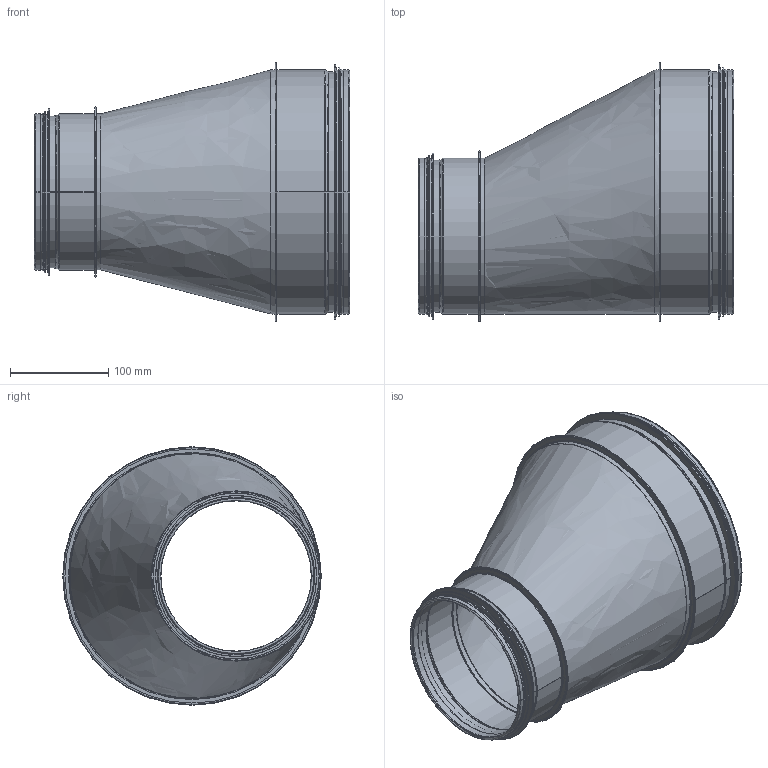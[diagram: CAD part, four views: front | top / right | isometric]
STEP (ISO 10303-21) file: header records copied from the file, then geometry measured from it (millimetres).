
FILE_DESCRIPTION(/* description */ ('Stos Med Fals Rörämne'),/* implementation_level */ '2;1');
FILE_NAME(/* name */ 'HFB-250-04.stp',/* time_stamp */ '2016-05-11T14:50:50+02:00',/* author */ ('John'),/* organization */ (''),/* preprocessor_version */ 'ST-DEVELOPER v15.6',/* originating_system */ 'Autodesk Inventor 2015',/* authorisation */ '');
FILE_SCHEMA (('AUTOMOTIVE_DESIGN { 1 0 10303 214 3 1 1 }'));
Length unit declared in the file: millimetre
Products named in the file (8): StosMedFalsRörämne-250; 999007; StosMedFals-250; HFB-BC-02; StosMedFalsRörämne-160; 999005; StosMedFals-160; HFB-250-04
Bounding box: 321.2 x 263.43 x 263.4 mm (x, y, z)
Volume: 178784.6 mm3; surface area: 557277.5 mm2
Topology: 6 solids, 6 shells, 157 faces, 307 edges, 168 vertices
Faces by surface type: plane 73, torus 36, cylinder 32, cone 12, bspline 4
Full cylindrical faces by diameter (mm): 153.2 x1, 154.2 x1, 155.4 x1, 157.8 x1, 158 x5, 159 x3, 162 x1, 164.4 x1, 169 x1, 169.4 x1, 243.1 x1, 244.1 x1, 245.3 x1, 247.75 x1, 247.9 x5, 248.9 x2, 248.95 x1, 251.9 x1, 254.3 x1, 258.95 x1, 259.3 x1
Entity records: 4429 total; most frequent: CARTESIAN_POINT 945, DIRECTION 757, ORIENTED_EDGE 554, AXIS2_PLACEMENT_3D 324, EDGE_CURVE 273, EDGE_LOOP 205, VERTEX_POINT 168, STYLED_ITEM 162
